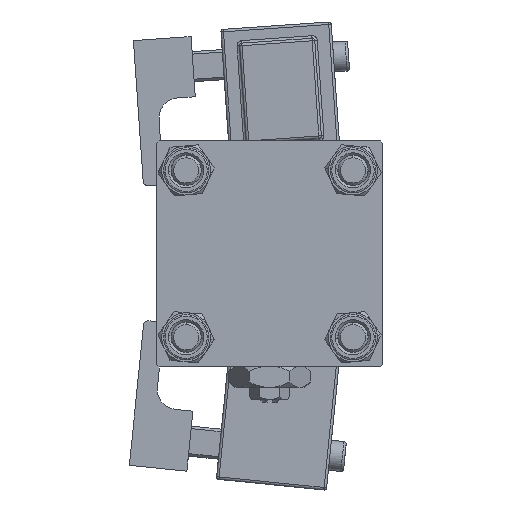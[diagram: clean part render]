
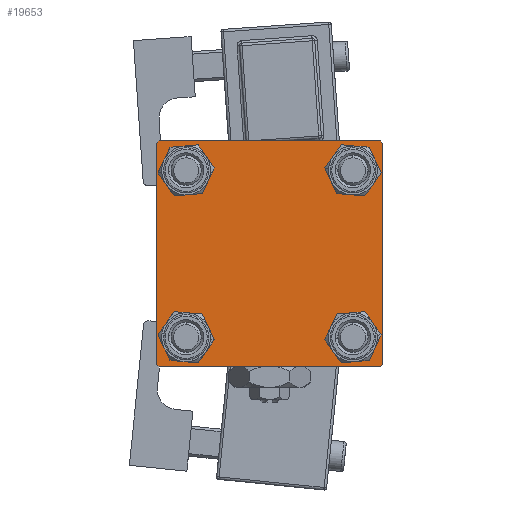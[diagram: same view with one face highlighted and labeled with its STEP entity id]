
A CAD part, left-side view. The second image highlights one B-rep face of the part: STEP entity #19653.
In plain terms, the highlighted planar face has unit normal (-1, 0, 0).
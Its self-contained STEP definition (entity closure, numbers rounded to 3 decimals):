
#240 = VECTOR ( 'NONE', #24370, 1000. ) ;
#664 = ORIENTED_EDGE ( 'NONE', *, *, #53714, .T. ) ;
#1004 = ORIENTED_EDGE ( 'NONE', *, *, #41377, .T. ) ;
#1938 = VERTEX_POINT ( 'NONE', #45797 ) ;
#2114 = CIRCLE ( 'NONE', #34477, 3.5 ) ;
#2254 = DIRECTION ( 'NONE',  ( 1., 0., 0. ) ) ;
#2671 = CIRCLE ( 'NONE', #54366, 3.5 ) ;
#3534 = CARTESIAN_POINT ( 'NONE',  ( 0., 16.6, -16.6 ) ) ;
#3912 = EDGE_CURVE ( 'NONE', #53263, #41750, #8408, .T. ) ;
#4088 = DIRECTION ( 'NONE',  ( 0., 0., 1. ) ) ;
#5180 = VECTOR ( 'NONE', #10682, 1000. ) ;
#5499 = ORIENTED_EDGE ( 'NONE', *, *, #18631, .T. ) ;
#5734 = AXIS2_PLACEMENT_3D ( 'NONE', #44213, #54075, #25148 ) ;
#7224 = AXIS2_PLACEMENT_3D ( 'NONE', #51480, #13043, #32393 ) ;
#7440 = CARTESIAN_POINT ( 'NONE',  ( 0., 22.25, 22.25 ) ) ;
#7797 = EDGE_LOOP ( 'NONE', ( #10221, #52688 ) ) ;
#8408 = CIRCLE ( 'NONE', #51995, 3.5 ) ;
#9163 = LINE ( 'NONE', #52355, #240 ) ;
#9841 = EDGE_CURVE ( 'NONE', #24227, #58810, #12624, .T. ) ;
#10221 = ORIENTED_EDGE ( 'NONE', *, *, #27754, .T. ) ;
#10464 = CARTESIAN_POINT ( 'NONE',  ( 0., 22.5, -22. ) ) ;
#10608 = EDGE_LOOP ( 'NONE', ( #11963, #21151 ) ) ;
#10682 = DIRECTION ( 'NONE',  ( 0., -1., 0. ) ) ;
#10738 = DIRECTION ( 'NONE',  ( 1., 0., 0. ) ) ;
#11302 = DIRECTION ( 'NONE',  ( 1., 0., 0. ) ) ;
#11963 = ORIENTED_EDGE ( 'NONE', *, *, #57557, .T. ) ;
#12117 = DIRECTION ( 'NONE',  ( 0., -0.707, -0.707 ) ) ;
#12178 = DIRECTION ( 'NONE',  ( 0., 0.707, -0.707 ) ) ;
#12624 = CIRCLE ( 'NONE', #48104, 3.5 ) ;
#13043 = DIRECTION ( 'NONE',  ( 1., 0., 0. ) ) ;
#13079 = DIRECTION ( 'NONE',  ( 1., 0., 0. ) ) ;
#13100 = DIRECTION ( 'NONE',  ( 0., 0., 1. ) ) ;
#13932 = FACE_BOUND ( 'NONE', #46381, .T. ) ;
#14242 = DIRECTION ( 'NONE',  ( -1., 0., 0. ) ) ;
#15112 = AXIS2_PLACEMENT_3D ( 'NONE', #3534, #41319, #42236 ) ;
#15449 = LINE ( 'NONE', #59255, #5180 ) ;
#16113 = VECTOR ( 'NONE', #52268, 1000. ) ;
#17296 = EDGE_CURVE ( 'NONE', #42582, #51799, #2671, .T. ) ;
#17469 = ORIENTED_EDGE ( 'NONE', *, *, #23278, .F. ) ;
#18577 = EDGE_CURVE ( 'NONE', #27765, #50349, #43091, .T. ) ;
#18631 = EDGE_CURVE ( 'NONE', #53394, #37790, #53282, .T. ) ;
#19653 = ADVANCED_FACE ( 'NONE', ( #13932, #57720, #47577, #62177, #24064 ), #49689, .T. ) ;
#20984 = CARTESIAN_POINT ( 'NONE',  ( 0., 22., 22.5 ) ) ;
#21151 = ORIENTED_EDGE ( 'NONE', *, *, #9841, .T. ) ;
#21195 = DIRECTION ( 'NONE',  ( 0., 0., 1. ) ) ;
#23278 = EDGE_CURVE ( 'NONE', #53394, #50349, #37333, .T. ) ;
#23318 = ORIENTED_EDGE ( 'NONE', *, *, #24317, .T. ) ;
#23971 = VECTOR ( 'NONE', #39594, 1000. ) ;
#24064 = FACE_OUTER_BOUND ( 'NONE', #61936, .T. ) ;
#24227 = VERTEX_POINT ( 'NONE', #49592 ) ;
#24317 = EDGE_CURVE ( 'NONE', #51799, #42582, #62726, .T. ) ;
#24370 = DIRECTION ( 'NONE',  ( 0., -1., 0. ) ) ;
#25003 = CARTESIAN_POINT ( 'NONE',  ( 0., 16.6, 20.1 ) ) ;
#25148 = DIRECTION ( 'NONE',  ( 0., 0., 1. ) ) ;
#25458 = CIRCLE ( 'NONE', #7224, 3.5 ) ;
#26421 = DIRECTION ( 'NONE',  ( 0., 0., 1. ) ) ;
#26856 = CARTESIAN_POINT ( 'NONE',  ( 0., -16.6, -13.1 ) ) ;
#27178 = CARTESIAN_POINT ( 'NONE',  ( 0., -22.5, 22.5 ) ) ;
#27280 = CARTESIAN_POINT ( 'NONE',  ( 0., 22.5, 22. ) ) ;
#27754 = EDGE_CURVE ( 'NONE', #41750, #53263, #2114, .T. ) ;
#27765 = VERTEX_POINT ( 'NONE', #60952 ) ;
#27768 = VERTEX_POINT ( 'NONE', #27280 ) ;
#28057 = CARTESIAN_POINT ( 'NONE',  ( 0., -22.5, 22. ) ) ;
#29016 = CARTESIAN_POINT ( 'NONE',  ( 0., -22., 22.5 ) ) ;
#29461 = ORIENTED_EDGE ( 'NONE', *, *, #18577, .T. ) ;
#29671 = EDGE_CURVE ( 'NONE', #32808, #37790, #15449, .T. ) ;
#31044 = VERTEX_POINT ( 'NONE', #36923 ) ;
#31794 = ORIENTED_EDGE ( 'NONE', *, *, #36484, .T. ) ;
#31804 = CARTESIAN_POINT ( 'NONE',  ( 0., -16.6, 16.6 ) ) ;
#32393 = DIRECTION ( 'NONE',  ( 0., 0., 1. ) ) ;
#32808 = VERTEX_POINT ( 'NONE', #20984 ) ;
#33662 = CARTESIAN_POINT ( 'NONE',  ( 0., 16.6, -20.1 ) ) ;
#34477 = AXIS2_PLACEMENT_3D ( 'NONE', #56797, #2254, #41585 ) ;
#35684 = LINE ( 'NONE', #49660, #36839 ) ;
#36484 = EDGE_CURVE ( 'NONE', #31044, #27765, #9163, .T. ) ;
#36826 = ORIENTED_EDGE ( 'NONE', *, *, #29671, .F. ) ;
#36839 = VECTOR ( 'NONE', #60451, 1000. ) ;
#36923 = CARTESIAN_POINT ( 'NONE',  ( 0., 22., -22.5 ) ) ;
#37166 = VECTOR ( 'NONE', #47872, 1000. ) ;
#37333 = LINE ( 'NONE', #27178, #16113 ) ;
#37683 = CIRCLE ( 'NONE', #54945, 3.5 ) ;
#37790 = VERTEX_POINT ( 'NONE', #29016 ) ;
#39594 = DIRECTION ( 'NONE',  ( 0., 0.707, 0.707 ) ) ;
#39931 = CARTESIAN_POINT ( 'NONE',  ( 0., 16.6, -16.6 ) ) ;
#40003 = EDGE_CURVE ( 'NONE', #27768, #61072, #35684, .T. ) ;
#40495 = CARTESIAN_POINT ( 'NONE',  ( 0., -16.6, -20.1 ) ) ;
#41319 = DIRECTION ( 'NONE',  ( 1., 0., 0. ) ) ;
#41327 = CARTESIAN_POINT ( 'NONE',  ( 0., 22.25, -22.25 ) ) ;
#41377 = EDGE_CURVE ( 'NONE', #32808, #27768, #60759, .T. ) ;
#41585 = DIRECTION ( 'NONE',  ( 0., 0., 1. ) ) ;
#41750 = VERTEX_POINT ( 'NONE', #26856 ) ;
#41891 = CARTESIAN_POINT ( 'NONE',  ( 0., -16.6, 20.1 ) ) ;
#42236 = DIRECTION ( 'NONE',  ( 0., 0., 1. ) ) ;
#42301 = DIRECTION ( 'NONE',  ( 1., 0., 0. ) ) ;
#42582 = VERTEX_POINT ( 'NONE', #33662 ) ;
#43091 = LINE ( 'NONE', #52955, #37166 ) ;
#43423 = CARTESIAN_POINT ( 'NONE',  ( 0., 0., 0. ) ) ;
#43511 = EDGE_LOOP ( 'NONE', ( #23318, #61422 ) ) ;
#44213 = CARTESIAN_POINT ( 'NONE',  ( 0., -16.6, 16.6 ) ) ;
#45797 = CARTESIAN_POINT ( 'NONE',  ( 0., -16.6, 13.1 ) ) ;
#45895 = AXIS2_PLACEMENT_3D ( 'NONE', #43423, #14242, #4088 ) ;
#46381 = EDGE_LOOP ( 'NONE', ( #664, #56910 ) ) ;
#46453 = CARTESIAN_POINT ( 'NONE',  ( 0., -16.6, -16.6 ) ) ;
#46885 = EDGE_CURVE ( 'NONE', #1938, #54019, #51356, .T. ) ;
#47577 = FACE_BOUND ( 'NONE', #43511, .T. ) ;
#47872 = DIRECTION ( 'NONE',  ( 0., -0.707, 0.707 ) ) ;
#48104 = AXIS2_PLACEMENT_3D ( 'NONE', #54805, #11302, #59573 ) ;
#48812 = CARTESIAN_POINT ( 'NONE',  ( 0., -22.25, 22.25 ) ) ;
#49592 = CARTESIAN_POINT ( 'NONE',  ( 0., 16.6, 13.1 ) ) ;
#49660 = CARTESIAN_POINT ( 'NONE',  ( 0., 22.5, 22.5 ) ) ;
#49689 = PLANE ( 'NONE',  #45895 ) ;
#50349 = VERTEX_POINT ( 'NONE', #59752 ) ;
#51356 = CIRCLE ( 'NONE', #5734, 3.5 ) ;
#51480 = CARTESIAN_POINT ( 'NONE',  ( 0., 16.6, 16.6 ) ) ;
#51799 = VERTEX_POINT ( 'NONE', #57792 ) ;
#51995 = AXIS2_PLACEMENT_3D ( 'NONE', #46453, #42301, #13100 ) ;
#52268 = DIRECTION ( 'NONE',  ( 0., 0., -1. ) ) ;
#52355 = CARTESIAN_POINT ( 'NONE',  ( 0., 22.5, -22.5 ) ) ;
#52688 = ORIENTED_EDGE ( 'NONE', *, *, #3912, .T. ) ;
#52955 = CARTESIAN_POINT ( 'NONE',  ( 0., -22.25, -22.25 ) ) ;
#53065 = ORIENTED_EDGE ( 'NONE', *, *, #61927, .T. ) ;
#53263 = VERTEX_POINT ( 'NONE', #40495 ) ;
#53282 = LINE ( 'NONE', #48812, #23971 ) ;
#53394 = VERTEX_POINT ( 'NONE', #28057 ) ;
#53714 = EDGE_CURVE ( 'NONE', #54019, #1938, #37683, .T. ) ;
#54019 = VERTEX_POINT ( 'NONE', #41891 ) ;
#54033 = VECTOR ( 'NONE', #12117, 1000. ) ;
#54075 = DIRECTION ( 'NONE',  ( 1., 0., 0. ) ) ;
#54212 = VECTOR ( 'NONE', #12178, 1000. ) ;
#54366 = AXIS2_PLACEMENT_3D ( 'NONE', #39931, #10738, #21195 ) ;
#54805 = CARTESIAN_POINT ( 'NONE',  ( 0., 16.6, 16.6 ) ) ;
#54945 = AXIS2_PLACEMENT_3D ( 'NONE', #31804, #13079, #26421 ) ;
#55624 = LINE ( 'NONE', #41327, #54033 ) ;
#56797 = CARTESIAN_POINT ( 'NONE',  ( 0., -16.6, -16.6 ) ) ;
#56910 = ORIENTED_EDGE ( 'NONE', *, *, #46885, .T. ) ;
#57557 = EDGE_CURVE ( 'NONE', #58810, #24227, #25458, .T. ) ;
#57720 = FACE_BOUND ( 'NONE', #7797, .T. ) ;
#57792 = CARTESIAN_POINT ( 'NONE',  ( 0., 16.6, -13.1 ) ) ;
#58810 = VERTEX_POINT ( 'NONE', #25003 ) ;
#59255 = CARTESIAN_POINT ( 'NONE',  ( 0., 22.5, 22.5 ) ) ;
#59573 = DIRECTION ( 'NONE',  ( 0., 0., 1. ) ) ;
#59752 = CARTESIAN_POINT ( 'NONE',  ( 0., -22.5, -22. ) ) ;
#60451 = DIRECTION ( 'NONE',  ( 0., 0., -1. ) ) ;
#60514 = ORIENTED_EDGE ( 'NONE', *, *, #40003, .T. ) ;
#60759 = LINE ( 'NONE', #7440, #54212 ) ;
#60952 = CARTESIAN_POINT ( 'NONE',  ( 0., -22., -22.5 ) ) ;
#61072 = VERTEX_POINT ( 'NONE', #10464 ) ;
#61422 = ORIENTED_EDGE ( 'NONE', *, *, #17296, .T. ) ;
#61927 = EDGE_CURVE ( 'NONE', #61072, #31044, #55624, .T. ) ;
#61936 = EDGE_LOOP ( 'NONE', ( #60514, #53065, #31794, #29461, #17469, #5499, #36826, #1004 ) ) ;
#62177 = FACE_BOUND ( 'NONE', #10608, .T. ) ;
#62726 = CIRCLE ( 'NONE', #15112, 3.5 ) ;
